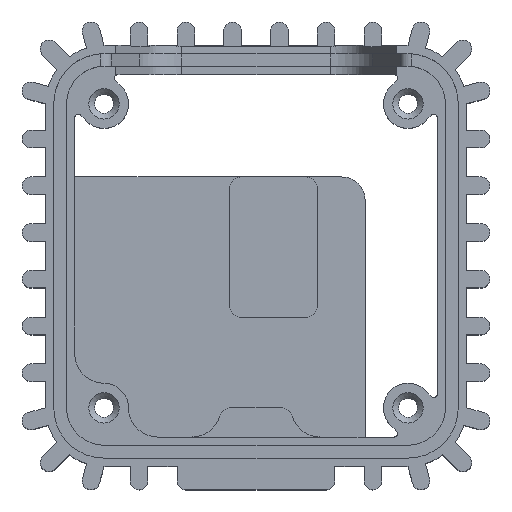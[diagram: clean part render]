
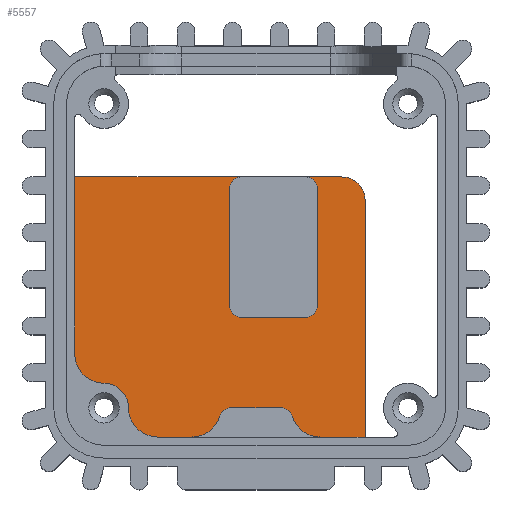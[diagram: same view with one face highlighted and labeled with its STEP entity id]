
A CAD part, top view. The second image highlights one B-rep face of the part: STEP entity #5557.
In plain terms, the highlighted face is planar.
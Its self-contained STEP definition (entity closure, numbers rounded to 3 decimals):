
#114=PLANE('',#6070);
#339=FACE_OUTER_BOUND('',#639,.T.);
#639=EDGE_LOOP('',(#4611,#4612,#4613,#4614,#4615,#4616,#4617,#4618,#4619,
#4620,#4621,#4622,#4623,#4624,#4625,#4626,#4627,#4628,#4629,#4630,#4631,
#4632));
#965=CIRCLE('',#5955,2.5);
#966=CIRCLE('',#5957,2.1);
#967=CIRCLE('',#5959,2.5);
#1010=CIRCLE('',#6071,2.5);
#1011=CIRCLE('',#6072,2.);
#1012=CIRCLE('',#6073,1.);
#1013=CIRCLE('',#6074,1.);
#1014=CIRCLE('',#6075,1.);
#1015=CIRCLE('',#6076,1.);
#1016=CIRCLE('',#6077,2.5);
#1017=CIRCLE('',#6078,1.);
#1018=CIRCLE('',#6079,1.);
#1369=LINE('',#9190,#1955);
#1373=LINE('',#9198,#1959);
#1388=LINE('',#9234,#1974);
#1475=LINE('',#9575,#2061);
#1477=LINE('',#9583,#2063);
#1478=LINE('',#9587,#2064);
#1479=LINE('',#9591,#2065);
#1480=LINE('',#9595,#2066);
#1481=LINE('',#9598,#2067);
#1482=LINE('',#9604,#2068);
#1955=VECTOR('',#6987,3.832);
#1959=VECTOR('',#6991,2.9);
#1974=VECTOR('',#7040,15.15);
#2061=VECTOR('',#7345,20.25);
#2063=VECTOR('',#7353,3.082);
#2064=VECTOR('',#7356,10.);
#2065=VECTOR('',#7359,5.5);
#2066=VECTOR('',#7362,10.);
#2067=VECTOR('',#7365,14.25);
#2068=VECTOR('',#7370,4.292);
#2663=VERTEX_POINT('',#9187);
#2664=VERTEX_POINT('',#9189);
#2667=VERTEX_POINT('',#9195);
#2668=VERTEX_POINT('',#9197);
#2669=VERTEX_POINT('',#9220);
#2670=VERTEX_POINT('',#9224);
#2671=VERTEX_POINT('',#9228);
#2672=VERTEX_POINT('',#9233);
#2743=VERTEX_POINT('',#9574);
#2744=VERTEX_POINT('',#9578);
#2745=VERTEX_POINT('',#9580);
#2746=VERTEX_POINT('',#9582);
#2747=VERTEX_POINT('',#9584);
#2748=VERTEX_POINT('',#9586);
#2749=VERTEX_POINT('',#9588);
#2750=VERTEX_POINT('',#9590);
#2751=VERTEX_POINT('',#9592);
#2752=VERTEX_POINT('',#9594);
#2753=VERTEX_POINT('',#9596);
#2754=VERTEX_POINT('',#9599);
#2755=VERTEX_POINT('',#9601);
#2756=VERTEX_POINT('',#9603);
#3270=EDGE_CURVE('',#2663,#2664,#1369,.T.);
#3274=EDGE_CURVE('',#2667,#2668,#1373,.T.);
#3286=EDGE_CURVE('',#2669,#2668,#965,.T.);
#3287=EDGE_CURVE('',#2669,#2670,#966,.T.);
#3290=EDGE_CURVE('',#2671,#2670,#967,.T.);
#3292=EDGE_CURVE('',#2671,#2672,#1388,.T.);
#3428=EDGE_CURVE('',#2663,#2743,#1475,.T.);
#3430=EDGE_CURVE('',#2744,#2664,#1010,.T.);
#3431=EDGE_CURVE('',#2745,#2743,#1011,.T.);
#3432=EDGE_CURVE('',#2746,#2745,#1477,.T.);
#3433=EDGE_CURVE('',#2746,#2747,#1012,.T.);
#3434=EDGE_CURVE('',#2748,#2747,#1478,.T.);
#3435=EDGE_CURVE('',#2748,#2749,#1013,.T.);
#3436=EDGE_CURVE('',#2749,#2750,#1479,.T.);
#3437=EDGE_CURVE('',#2750,#2751,#1014,.T.);
#3438=EDGE_CURVE('',#2751,#2752,#1480,.T.);
#3439=EDGE_CURVE('',#2752,#2753,#1015,.T.);
#3440=EDGE_CURVE('',#2672,#2753,#1481,.T.);
#3441=EDGE_CURVE('',#2667,#2754,#1016,.T.);
#3442=EDGE_CURVE('',#2754,#2755,#1017,.T.);
#3443=EDGE_CURVE('',#2756,#2755,#1482,.T.);
#3444=EDGE_CURVE('',#2756,#2744,#1018,.T.);
#4611=ORIENTED_EDGE('',*,*,#3430,.T.);
#4612=ORIENTED_EDGE('',*,*,#3270,.F.);
#4613=ORIENTED_EDGE('',*,*,#3428,.T.);
#4614=ORIENTED_EDGE('',*,*,#3431,.F.);
#4615=ORIENTED_EDGE('',*,*,#3432,.F.);
#4616=ORIENTED_EDGE('',*,*,#3433,.T.);
#4617=ORIENTED_EDGE('',*,*,#3434,.F.);
#4618=ORIENTED_EDGE('',*,*,#3435,.T.);
#4619=ORIENTED_EDGE('',*,*,#3436,.T.);
#4620=ORIENTED_EDGE('',*,*,#3437,.T.);
#4621=ORIENTED_EDGE('',*,*,#3438,.T.);
#4622=ORIENTED_EDGE('',*,*,#3439,.T.);
#4623=ORIENTED_EDGE('',*,*,#3440,.F.);
#4624=ORIENTED_EDGE('',*,*,#3292,.F.);
#4625=ORIENTED_EDGE('',*,*,#3290,.T.);
#4626=ORIENTED_EDGE('',*,*,#3287,.F.);
#4627=ORIENTED_EDGE('',*,*,#3286,.T.);
#4628=ORIENTED_EDGE('',*,*,#3274,.F.);
#4629=ORIENTED_EDGE('',*,*,#3441,.T.);
#4630=ORIENTED_EDGE('',*,*,#3442,.T.);
#4631=ORIENTED_EDGE('',*,*,#3443,.F.);
#4632=ORIENTED_EDGE('',*,*,#3444,.T.);
#5557=ADVANCED_FACE('',(#339),#114,.F.);
#5955=AXIS2_PLACEMENT_3D('',#9222,#7025,#7026);
#5957=AXIS2_PLACEMENT_3D('',#9225,#7029,#7030);
#5959=AXIS2_PLACEMENT_3D('',#9230,#7035,#7036);
#6070=AXIS2_PLACEMENT_3D('',#9577,#7347,#7348);
#6071=AXIS2_PLACEMENT_3D('',#9579,#7349,#7350);
#6072=AXIS2_PLACEMENT_3D('',#9581,#7351,#7352);
#6073=AXIS2_PLACEMENT_3D('',#9585,#7354,#7355);
#6074=AXIS2_PLACEMENT_3D('',#9589,#7357,#7358);
#6075=AXIS2_PLACEMENT_3D('',#9593,#7360,#7361);
#6076=AXIS2_PLACEMENT_3D('',#9597,#7363,#7364);
#6077=AXIS2_PLACEMENT_3D('',#9600,#7366,#7367);
#6078=AXIS2_PLACEMENT_3D('',#9602,#7368,#7369);
#6079=AXIS2_PLACEMENT_3D('',#9605,#7371,#7372);
#6987=DIRECTION('',(-1.,0.,0.));
#6991=DIRECTION('',(-1.,0.,0.));
#7025=DIRECTION('center_axis',(0.,1.,0.));
#7026=DIRECTION('ref_axis',(-1.,0.,0.));
#7029=DIRECTION('center_axis',(0.,1.,0.));
#7030=DIRECTION('ref_axis',(1.,0.,0.));
#7035=DIRECTION('center_axis',(0.,1.,0.));
#7036=DIRECTION('ref_axis',(-1.,0.,0.));
#7040=DIRECTION('',(0.,0.,-1.));
#7345=DIRECTION('',(0.,0.,-1.));
#7347=DIRECTION('center_axis',(0.,-1.,0.));
#7348=DIRECTION('ref_axis',(1.,0.,0.));
#7349=DIRECTION('center_axis',(0.,1.,0.));
#7350=DIRECTION('ref_axis',(-0.958,0.,0.286));
#7351=DIRECTION('center_axis',(0.,-1.,0.));
#7352=DIRECTION('ref_axis',(0.,0.,-1.));
#7353=DIRECTION('',(1.,0.,0.));
#7354=DIRECTION('center_axis',(0.,-1.,0.));
#7355=DIRECTION('ref_axis',(0.,0.,-1.));
#7356=DIRECTION('',(0.,0.,-1.));
#7357=DIRECTION('center_axis',(0.,-1.,0.));
#7358=DIRECTION('ref_axis',(1.,0.,0.));
#7359=DIRECTION('',(-1.,0.,0.));
#7360=DIRECTION('center_axis',(0.,-1.,0.));
#7361=DIRECTION('ref_axis',(0.,0.,1.));
#7362=DIRECTION('',(0.,0.,-1.));
#7363=DIRECTION('center_axis',(0.,-1.,0.));
#7364=DIRECTION('ref_axis',(-1.,0.,0.));
#7365=DIRECTION('',(1.,0.,0.));
#7366=DIRECTION('center_axis',(0.,1.,0.));
#7367=DIRECTION('ref_axis',(0.,0.,1.));
#7368=DIRECTION('center_axis',(0.,-1.,0.));
#7369=DIRECTION('ref_axis',(-0.958,0.,-0.286));
#7370=DIRECTION('',(-1.,0.,0.));
#7371=DIRECTION('center_axis',(0.,-1.,0.));
#7372=DIRECTION('ref_axis',(0.,0.,-1.));
#9187=CARTESIAN_POINT('',(57.057,7.6,15.5));
#9189=CARTESIAN_POINT('',(53.225,7.6,15.5));
#9190=CARTESIAN_POINT('',(57.057,7.6,15.5));
#9195=CARTESIAN_POINT('',(42.225,7.6,15.5));
#9197=CARTESIAN_POINT('',(39.325,7.6,15.5));
#9198=CARTESIAN_POINT('',(42.225,7.6,15.5));
#9220=CARTESIAN_POINT('',(36.825,7.6,13.));
#9222=CARTESIAN_POINT('Origin',(39.325,7.6,13.));
#9224=CARTESIAN_POINT('',(34.725,7.6,10.9));
#9225=CARTESIAN_POINT('Origin',(34.725,7.6,13.));
#9228=CARTESIAN_POINT('',(32.225,7.6,8.4));
#9230=CARTESIAN_POINT('Origin',(34.725,7.6,8.4));
#9233=CARTESIAN_POINT('',(32.225,7.6,-6.75));
#9234=CARTESIAN_POINT('',(32.225,7.6,8.4));
#9574=CARTESIAN_POINT('',(57.057,7.6,-4.75));
#9575=CARTESIAN_POINT('',(57.057,7.6,15.5));
#9577=CARTESIAN_POINT('Origin',(0.,7.6,0.));
#9578=CARTESIAN_POINT('',(50.829,7.6,13.714));
#9579=CARTESIAN_POINT('Origin',(53.225,7.6,13.));
#9580=CARTESIAN_POINT('',(55.057,7.6,-6.75));
#9581=CARTESIAN_POINT('Origin',(55.057,7.6,-4.75));
#9582=CARTESIAN_POINT('',(51.975,7.6,-6.75));
#9583=CARTESIAN_POINT('',(51.975,7.6,-6.75));
#9584=CARTESIAN_POINT('',(52.975,7.6,-5.75));
#9585=CARTESIAN_POINT('Origin',(51.975,7.6,-5.75));
#9586=CARTESIAN_POINT('',(52.975,7.6,4.25));
#9587=CARTESIAN_POINT('',(52.975,7.6,4.25));
#9588=CARTESIAN_POINT('',(51.975,7.6,5.25));
#9589=CARTESIAN_POINT('Origin',(51.975,7.6,4.25));
#9590=CARTESIAN_POINT('',(46.475,7.6,5.25));
#9591=CARTESIAN_POINT('',(51.975,7.6,5.25));
#9592=CARTESIAN_POINT('',(45.475,7.6,4.25));
#9593=CARTESIAN_POINT('Origin',(46.475,7.6,4.25));
#9594=CARTESIAN_POINT('',(45.475,7.6,-5.75));
#9595=CARTESIAN_POINT('',(45.475,7.6,4.25));
#9596=CARTESIAN_POINT('',(46.475,7.6,-6.75));
#9597=CARTESIAN_POINT('Origin',(46.475,7.6,-5.75));
#9598=CARTESIAN_POINT('',(32.225,7.6,-6.75));
#9599=CARTESIAN_POINT('',(44.621,7.6,13.714));
#9600=CARTESIAN_POINT('Origin',(42.225,7.6,13.));
#9601=CARTESIAN_POINT('',(45.579,7.6,13.));
#9602=CARTESIAN_POINT('Origin',(45.579,7.6,14.));
#9603=CARTESIAN_POINT('',(49.871,7.6,13.));
#9604=CARTESIAN_POINT('',(49.871,7.6,13.));
#9605=CARTESIAN_POINT('Origin',(49.871,7.6,14.));
